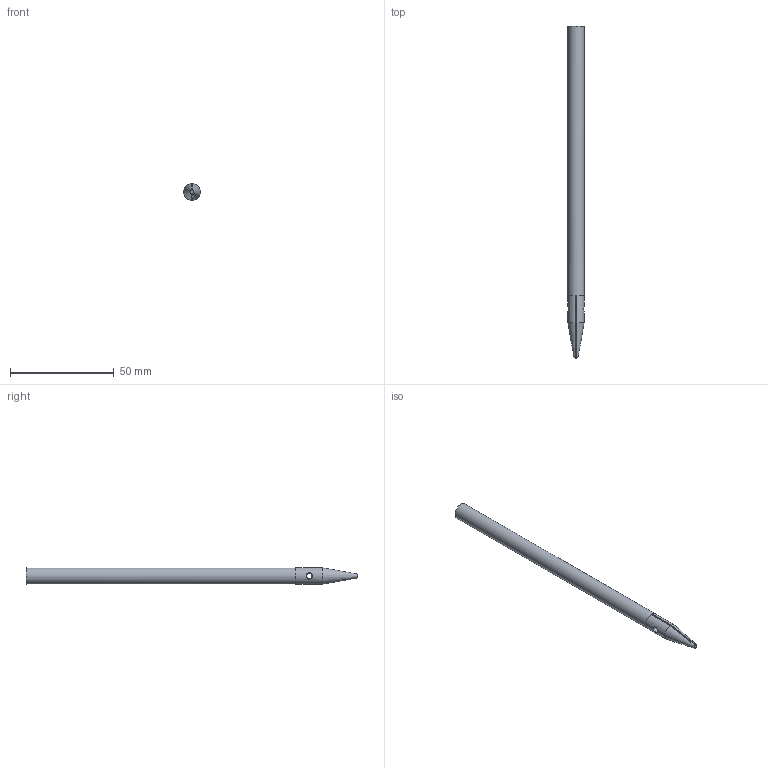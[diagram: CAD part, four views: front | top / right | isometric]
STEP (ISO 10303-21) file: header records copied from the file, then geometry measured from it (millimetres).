
FILE_DESCRIPTION(/* description */ (''),/* implementation_level */ '2;1');
FILE_NAME(/* name */ 'opto-microprobe holder.step',/* time_stamp */ '2023-05-21T14:47:59-07:00',/* author */ (''),/* organization */ (''),/* preprocessor_version */ 'ST-DEVELOPER v19.2',/* originating_system */ 'Autodesk Translation Framework v12.4.0.73',/* authorisation */ '');
FILE_SCHEMA (('AUTOMOTIVE_DESIGN { 1 0 10303 214 3 1 1 }'));
Length unit declared in the file: millimetre
Products named in the file (1): Fiber_Opto_holder_ex
Bounding box: 7.9 x 160 x 7.9 mm (x, y, z)
Volume: 5490.8 mm3; surface area: 5872.4 mm2
Topology: 1 solids, 1 shells, 42 faces, 118 edges, 79 vertices
Faces by surface type: cylinder 21, plane 10, bspline 7, cone 4
Full cylindrical faces by diameter (mm): 2.593 x1, 3 x1, 3.175 x1, 4 x1, 7.9 x1
Entity records: 2153 total; most frequent: CARTESIAN_POINT 1162, ORIENTED_EDGE 236, DIRECTION 145, EDGE_CURVE 118, VERTEX_POINT 79, B_SPLINE_CURVE_WITH_KNOTS 58, AXIS2_PLACEMENT_3D 57, EDGE_LOOP 47
